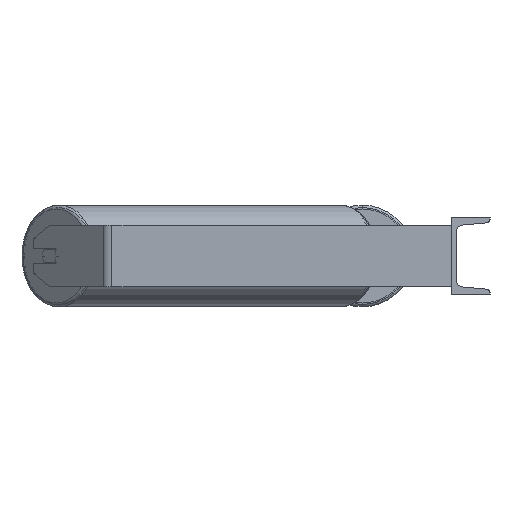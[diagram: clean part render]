
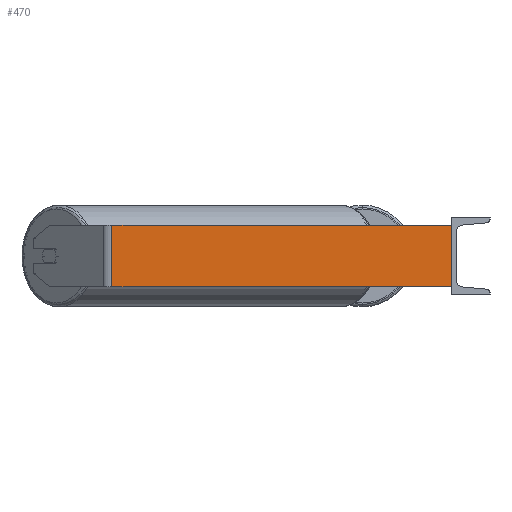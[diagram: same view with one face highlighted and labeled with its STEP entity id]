
A CAD part, left-side view. The second image highlights one B-rep face of the part: STEP entity #470.
In plain terms, the highlighted planar face has unit normal (-1, 0, 0).
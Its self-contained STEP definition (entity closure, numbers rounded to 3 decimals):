
#28 = CARTESIAN_POINT ( 'NONE',  ( -785., 451.202, 40. ) ) ;
#470 = ADVANCED_FACE ( 'NONE', ( #8048 ), #4718, .F. ) ;
#708 = AXIS2_PLACEMENT_3D ( 'NONE', #1190, #1274, #3939 ) ;
#1046 = CARTESIAN_POINT ( 'NONE',  ( -785., 0., -40. ) ) ;
#1112 = VERTEX_POINT ( 'NONE', #5802 ) ;
#1190 = CARTESIAN_POINT ( 'NONE',  ( -785., 451.202, 40. ) ) ;
#1193 = VERTEX_POINT ( 'NONE', #1046 ) ;
#1199 = EDGE_CURVE ( 'NONE', #2721, #1193, #7361, .T. ) ;
#1240 = CARTESIAN_POINT ( 'NONE',  ( -785., 451.202, -40. ) ) ;
#1274 = DIRECTION ( 'NONE',  ( 1., 0., 0. ) ) ;
#2626 = CARTESIAN_POINT ( 'NONE',  ( -785., 0., 40. ) ) ;
#2721 = VERTEX_POINT ( 'NONE', #2626 ) ;
#3244 = ORIENTED_EDGE ( 'NONE', *, *, #1199, .F. ) ;
#3434 = EDGE_CURVE ( 'NONE', #1112, #2721, #7801, .T. ) ;
#3666 = ORIENTED_EDGE ( 'NONE', *, *, #8547, .T. ) ;
#3697 = VECTOR ( 'NONE', #6283, 1000. ) ;
#3884 = CARTESIAN_POINT ( 'NONE',  ( -785., 0., 40. ) ) ;
#3939 = DIRECTION ( 'NONE',  ( 0., 1., 0. ) ) ;
#3943 = DIRECTION ( 'NONE',  ( 0., 0., -1. ) ) ;
#4216 = VECTOR ( 'NONE', #8791, 1000. ) ;
#4422 = VERTEX_POINT ( 'NONE', #4703 ) ;
#4703 = CARTESIAN_POINT ( 'NONE',  ( -785., 444.575, -40. ) ) ;
#4718 = PLANE ( 'NONE',  #708 ) ;
#5244 = VECTOR ( 'NONE', #3943, 1000. ) ;
#5276 = EDGE_LOOP ( 'NONE', ( #8442, #3244, #7949, #3666 ) ) ;
#5697 = CARTESIAN_POINT ( 'NONE',  ( -785., 444.575, 40. ) ) ;
#5802 = CARTESIAN_POINT ( 'NONE',  ( -785., 444.575, 40. ) ) ;
#6283 = DIRECTION ( 'NONE',  ( 0., 0., -1. ) ) ;
#6360 = VECTOR ( 'NONE', #6392, 1000. ) ;
#6364 = LINE ( 'NONE', #5697, #3697 ) ;
#6392 = DIRECTION ( 'NONE',  ( 0., -1., 0. ) ) ;
#6774 = EDGE_CURVE ( 'NONE', #4422, #1193, #6785, .T. ) ;
#6785 = LINE ( 'NONE', #1240, #4216 ) ;
#7361 = LINE ( 'NONE', #3884, #5244 ) ;
#7801 = LINE ( 'NONE', #28, #6360 ) ;
#7949 = ORIENTED_EDGE ( 'NONE', *, *, #3434, .F. ) ;
#8048 = FACE_OUTER_BOUND ( 'NONE', #5276, .T. ) ;
#8442 = ORIENTED_EDGE ( 'NONE', *, *, #6774, .T. ) ;
#8547 = EDGE_CURVE ( 'NONE', #1112, #4422, #6364, .T. ) ;
#8791 = DIRECTION ( 'NONE',  ( 0., -1., 0. ) ) ;
